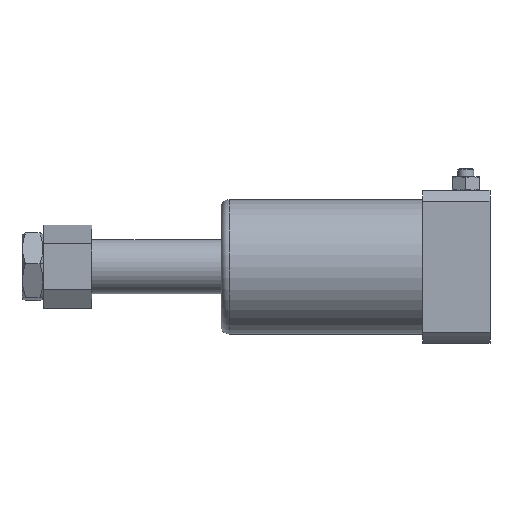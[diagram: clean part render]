
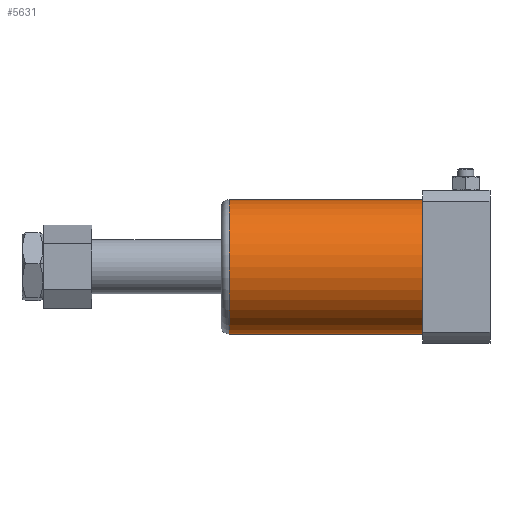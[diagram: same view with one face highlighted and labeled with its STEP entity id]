
A CAD part, left-side view. The second image highlights one B-rep face of the part: STEP entity #5631.
In plain terms, the highlighted cylindrical face has radius 25 mm (diameter 50 mm), a partial arc.
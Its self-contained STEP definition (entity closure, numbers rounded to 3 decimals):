
#230 = CARTESIAN_POINT ( 'NONE',  ( 0., 100., -25. ) ) ;
#234 = DIRECTION ( 'NONE',  ( 0., -1., 0. ) ) ;
#238 = DIRECTION ( 'NONE',  ( 0., -1., 0. ) ) ;
#239 = CARTESIAN_POINT ( 'NONE',  ( 0., 100., 25. ) ) ;
#1139 = EDGE_CURVE ( 'NONE', #5925, #5924, #2766, .T. ) ;
#1359 = DIRECTION ( 'NONE',  ( 0., 0., 1. ) ) ;
#1360 = DIRECTION ( 'NONE',  ( 0., -1., 0. ) ) ;
#1362 = CARTESIAN_POINT ( 'NONE',  ( 0., 97., 0. ) ) ;
#1910 = DIRECTION ( 'NONE',  ( 0., 0., -1. ) ) ;
#1911 = DIRECTION ( 'NONE',  ( 0., 1., 0. ) ) ;
#1912 = CARTESIAN_POINT ( 'NONE',  ( 0., 25., 0. ) ) ;
#2188 = EDGE_CURVE ( 'NONE', #5933, #5931, #3125, .T. ) ;
#2271 = AXIS2_PLACEMENT_3D ( 'NONE', #1362, #1360, #1359 ) ;
#2292 = AXIS2_PLACEMENT_3D ( 'NONE', #1912, #1911, #1910 ) ;
#2482 = AXIS2_PLACEMENT_3D ( 'NONE', #5219, #5218, #5215 ) ;
#2766 = CIRCLE ( 'NONE', #2271, 25. ) ;
#3125 = CIRCLE ( 'NONE', #2292, 25. ) ;
#4036 = ORIENTED_EDGE ( 'NONE', *, *, #7301, .F. ) ;
#4037 = ORIENTED_EDGE ( 'NONE', *, *, #1139, .T. ) ;
#4038 = ORIENTED_EDGE ( 'NONE', *, *, #7303, .T. ) ;
#4039 = ORIENTED_EDGE ( 'NONE', *, *, #2188, .T. ) ;
#4819 = FACE_OUTER_BOUND ( 'NONE', #5784, .T. ) ;
#4823 = CYLINDRICAL_SURFACE ( 'NONE', #2482, 25. ) ;
#5215 = DIRECTION ( 'NONE',  ( 0., 0., -1. ) ) ;
#5218 = DIRECTION ( 'NONE',  ( 0., -1., 0. ) ) ;
#5219 = CARTESIAN_POINT ( 'NONE',  ( 0., 100., 0. ) ) ;
#5429 = CARTESIAN_POINT ( 'NONE',  ( 0., 97., -25. ) ) ;
#5430 = CARTESIAN_POINT ( 'NONE',  ( 0., 97., 25. ) ) ;
#5436 = CARTESIAN_POINT ( 'NONE',  ( 0., 25., 25. ) ) ;
#5438 = CARTESIAN_POINT ( 'NONE',  ( 0., 25., -25. ) ) ;
#5631 = ADVANCED_FACE ( 'NONE', ( #4819 ), #4823, .T. ) ;
#5784 = EDGE_LOOP ( 'NONE', ( #4036, #4037, #4038, #4039 ) ) ;
#5924 = VERTEX_POINT ( 'NONE', #5429 ) ;
#5925 = VERTEX_POINT ( 'NONE', #5430 ) ;
#5931 = VERTEX_POINT ( 'NONE', #5436 ) ;
#5933 = VERTEX_POINT ( 'NONE', #5438 ) ;
#7043 = LINE ( 'NONE', #239, #7047 ) ;
#7047 = VECTOR ( 'NONE', #234, 1000. ) ;
#7048 = LINE ( 'NONE', #230, #7050 ) ;
#7050 = VECTOR ( 'NONE', #238, 1000. ) ;
#7301 = EDGE_CURVE ( 'NONE', #5925, #5931, #7043, .T. ) ;
#7303 = EDGE_CURVE ( 'NONE', #5924, #5933, #7048, .T. ) ;
